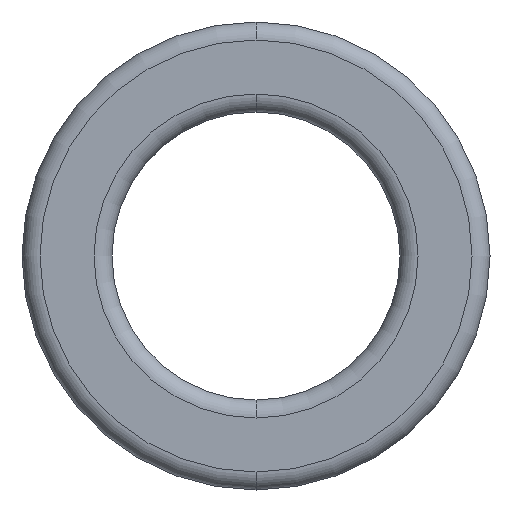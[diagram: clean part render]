
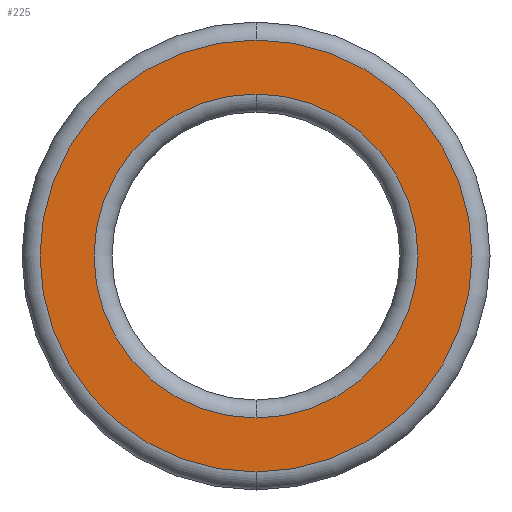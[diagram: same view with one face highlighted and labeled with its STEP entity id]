
A CAD part, front view. The second image highlights one B-rep face of the part: STEP entity #225.
In plain terms, the highlighted planar face has unit normal (0, -1, 0).
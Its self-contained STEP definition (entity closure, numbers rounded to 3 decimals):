
#10 = DIRECTION ( 'NONE',  ( 0., -1., 0. ) ) ;
#12 = CARTESIAN_POINT ( 'NONE',  ( 0., -30., 0. ) ) ;
#14 = ORIENTED_EDGE ( 'NONE', *, *, #363, .T. ) ;
#20 = DIRECTION ( 'NONE',  ( 0., 1., 0. ) ) ;
#23 = AXIS2_PLACEMENT_3D ( 'NONE', #12, #10, #136 ) ;
#24 = CARTESIAN_POINT ( 'NONE',  ( 0., -30., 0. ) ) ;
#82 = ORIENTED_EDGE ( 'NONE', *, *, #379, .T. ) ;
#83 = DIRECTION ( 'NONE',  ( 0., 0., 1. ) ) ;
#114 = ORIENTED_EDGE ( 'NONE', *, *, #120, .T. ) ;
#120 = EDGE_CURVE ( 'NONE', #146, #166, #320, .T. ) ;
#136 = DIRECTION ( 'NONE',  ( 0., 0., 1. ) ) ;
#146 = VERTEX_POINT ( 'NONE', #286 ) ;
#162 = EDGE_LOOP ( 'NONE', ( #14, #391 ) ) ;
#166 = VERTEX_POINT ( 'NONE', #378 ) ;
#170 = FACE_OUTER_BOUND ( 'NONE', #162, .T. ) ;
#197 = DIRECTION ( 'NONE',  ( 0., 1., 0. ) ) ;
#203 = CARTESIAN_POINT ( 'NONE',  ( 0., -30., 0. ) ) ;
#216 = CARTESIAN_POINT ( 'NONE',  ( 0., -30., 0. ) ) ;
#225 = ADVANCED_FACE ( 'NONE', ( #330, #170 ), #386, .F. ) ;
#251 = CIRCLE ( 'NONE', #396, 4.5 ) ;
#255 = DIRECTION ( 'NONE',  ( 0., 0., 1. ) ) ;
#263 = EDGE_LOOP ( 'NONE', ( #82, #114 ) ) ;
#267 = EDGE_CURVE ( 'NONE', #292, #373, #321, .T. ) ;
#269 = AXIS2_PLACEMENT_3D ( 'NONE', #24, #304, #300 ) ;
#271 = AXIS2_PLACEMENT_3D ( 'NONE', #291, #197, #296 ) ;
#286 = CARTESIAN_POINT ( 'NONE',  ( 0., -30., -4.5 ) ) ;
#291 = CARTESIAN_POINT ( 'NONE',  ( 0., -30., 0. ) ) ;
#292 = VERTEX_POINT ( 'NONE', #327 ) ;
#296 = DIRECTION ( 'NONE',  ( 0., 0., 1. ) ) ;
#300 = DIRECTION ( 'NONE',  ( 0., 0., 1. ) ) ;
#304 = DIRECTION ( 'NONE',  ( 0., -1., 0. ) ) ;
#306 = CARTESIAN_POINT ( 'NONE',  ( 0., -30., 6. ) ) ;
#315 = AXIS2_PLACEMENT_3D ( 'NONE', #216, #385, #255 ) ;
#320 = CIRCLE ( 'NONE', #315, 4.5 ) ;
#321 = CIRCLE ( 'NONE', #23, 6. ) ;
#327 = CARTESIAN_POINT ( 'NONE',  ( 0., -30., -6. ) ) ;
#330 = FACE_BOUND ( 'NONE', #263, .T. ) ;
#363 = EDGE_CURVE ( 'NONE', #373, #292, #376, .T. ) ;
#373 = VERTEX_POINT ( 'NONE', #306 ) ;
#376 = CIRCLE ( 'NONE', #269, 6. ) ;
#378 = CARTESIAN_POINT ( 'NONE',  ( 0., -30., 4.5 ) ) ;
#379 = EDGE_CURVE ( 'NONE', #166, #146, #251, .T. ) ;
#385 = DIRECTION ( 'NONE',  ( 0., 1., 0. ) ) ;
#386 = PLANE ( 'NONE',  #271 ) ;
#391 = ORIENTED_EDGE ( 'NONE', *, *, #267, .T. ) ;
#396 = AXIS2_PLACEMENT_3D ( 'NONE', #203, #20, #83 ) ;
